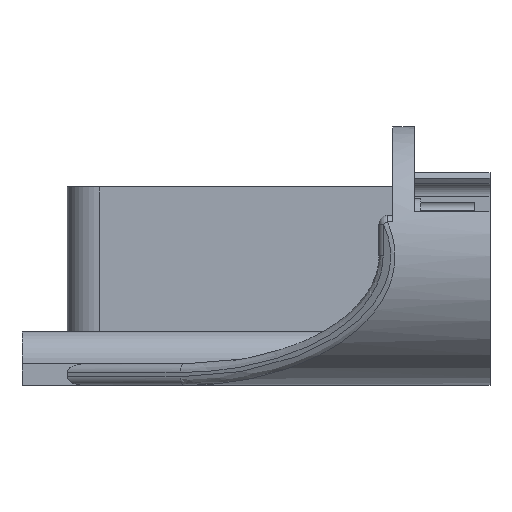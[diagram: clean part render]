
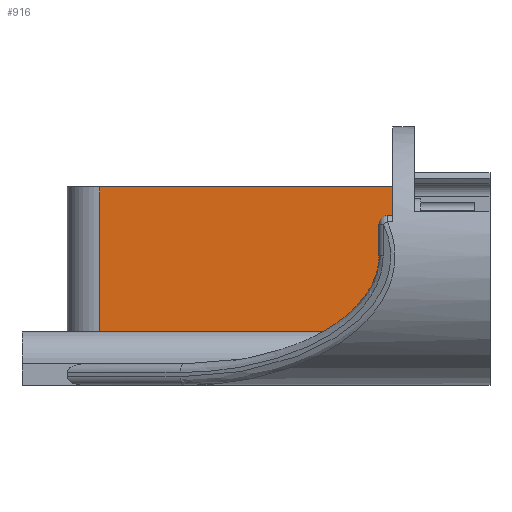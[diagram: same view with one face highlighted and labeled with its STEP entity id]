
A CAD part, left-side view. The second image highlights one B-rep face of the part: STEP entity #916.
In plain terms, the highlighted planar face has unit normal (-1, 0, 0).
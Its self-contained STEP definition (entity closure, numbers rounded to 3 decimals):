
#16 = FACE_OUTER_BOUND ( 'NONE', #212, .T. ) ;
#88 = DIRECTION ( 'NONE',  ( 0., 0., 1. ) ) ;
#98 = ORIENTED_EDGE ( 'NONE', *, *, #3904, .T. ) ;
#212 = EDGE_LOOP ( 'NONE', ( #1377, #1262, #2126, #98 ) ) ;
#364 = CARTESIAN_POINT ( 'NONE',  ( 22.675, 0., 0. ) ) ;
#578 = DIRECTION ( 'NONE',  ( 0., 1., 0. ) ) ;
#596 = VERTEX_POINT ( 'NONE', #1436 ) ;
#600 = CARTESIAN_POINT ( 'NONE',  ( 22.675, 0., 16. ) ) ;
#665 = AXIS2_PLACEMENT_3D ( 'NONE', #364, #3758, #88 ) ;
#667 = VERTEX_POINT ( 'NONE', #3410 ) ;
#916 = ADVANCED_FACE ( 'NONE', ( #16 ), #3389, .T. ) ;
#1142 = CARTESIAN_POINT ( 'NONE',  ( 22.675, 75.434, -17.5 ) ) ;
#1262 = ORIENTED_EDGE ( 'NONE', *, *, #4483, .T. ) ;
#1267 = VERTEX_POINT ( 'NONE', #600 ) ;
#1313 = DIRECTION ( 'NONE',  ( 0., 0., -1. ) ) ;
#1377 = ORIENTED_EDGE ( 'NONE', *, *, #4752, .T. ) ;
#1436 = CARTESIAN_POINT ( 'NONE',  ( 22.675, 0., -17.5 ) ) ;
#1685 = LINE ( 'NONE', #4702, #2736 ) ;
#1692 = VECTOR ( 'NONE', #3849, 1000. ) ;
#2126 = ORIENTED_EDGE ( 'NONE', *, *, #2224, .T. ) ;
#2224 = EDGE_CURVE ( 'NONE', #4432, #596, #3439, .T. ) ;
#2308 = LINE ( 'NONE', #3466, #4566 ) ;
#2405 = VECTOR ( 'NONE', #2803, 1000. ) ;
#2642 = CARTESIAN_POINT ( 'NONE',  ( 22.675, 0., -17.5 ) ) ;
#2736 = VECTOR ( 'NONE', #1313, 1000. ) ;
#2803 = DIRECTION ( 'NONE',  ( 0., 0., 1. ) ) ;
#3389 = PLANE ( 'NONE',  #665 ) ;
#3410 = CARTESIAN_POINT ( 'NONE',  ( 22.675, 67.934, 16. ) ) ;
#3439 = LINE ( 'NONE', #1142, #1692 ) ;
#3466 = CARTESIAN_POINT ( 'NONE',  ( 22.675, 75.434, 16. ) ) ;
#3492 = LINE ( 'NONE', #2642, #2405 ) ;
#3758 = DIRECTION ( 'NONE',  ( -1., 0., 0. ) ) ;
#3849 = DIRECTION ( 'NONE',  ( 0., -1., 0. ) ) ;
#3904 = EDGE_CURVE ( 'NONE', #596, #1267, #3492, .T. ) ;
#4025 = CARTESIAN_POINT ( 'NONE',  ( 22.675, 67.934, -17.5 ) ) ;
#4432 = VERTEX_POINT ( 'NONE', #4025 ) ;
#4483 = EDGE_CURVE ( 'NONE', #667, #4432, #1685, .T. ) ;
#4566 = VECTOR ( 'NONE', #578, 1000. ) ;
#4702 = CARTESIAN_POINT ( 'NONE',  ( 22.675, 67.934, 0. ) ) ;
#4752 = EDGE_CURVE ( 'NONE', #1267, #667, #2308, .T. ) ;
